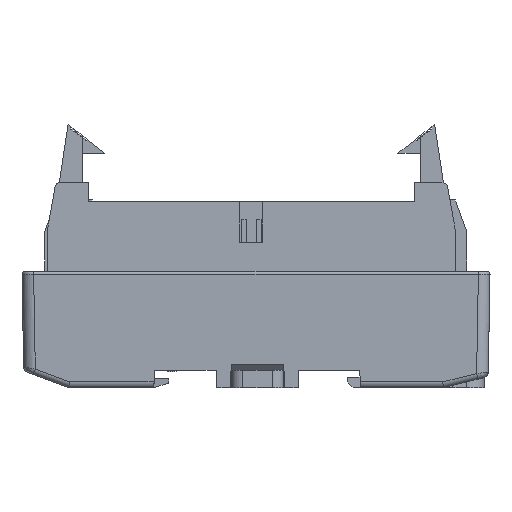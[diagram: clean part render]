
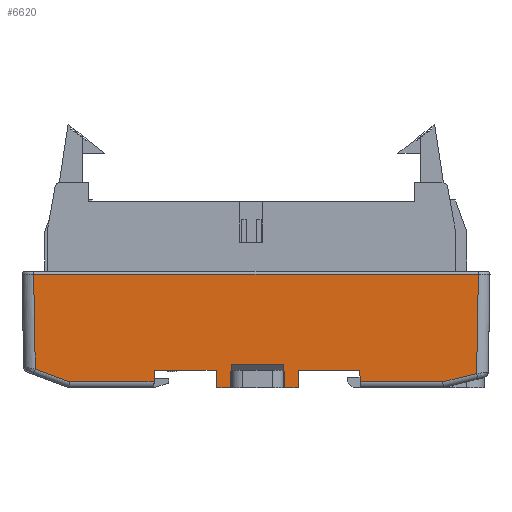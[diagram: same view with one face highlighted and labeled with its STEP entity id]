
A CAD part, left-side view. The second image highlights one B-rep face of the part: STEP entity #6620.
In plain terms, the highlighted planar face has unit normal (-1, 0, -0.018).
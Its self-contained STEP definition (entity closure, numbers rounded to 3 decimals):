
#3596=FACE_OUTER_BOUND('',#14221,.T.);
#6620=ADVANCED_FACE('',(#3596),#9723,.T.);
#9723=PLANE('',#56741);
#14221=EDGE_LOOP('',(#18639,#18640,#18641,#18642,#18643,#18644,#18645,#18646,
#18647,#18648,#18649,#18650,#18651,#18652,#18653,#18654,#18655,#18656));
#18639=ORIENTED_EDGE('',*,*,#38125,.T.);
#18640=ORIENTED_EDGE('',*,*,#38134,.F.);
#18641=ORIENTED_EDGE('',*,*,#38128,.T.);
#18642=ORIENTED_EDGE('',*,*,#37867,.F.);
#18643=ORIENTED_EDGE('',*,*,#38169,.F.);
#18644=ORIENTED_EDGE('',*,*,#38202,.T.);
#18645=ORIENTED_EDGE('',*,*,#38225,.T.);
#18646=ORIENTED_EDGE('',*,*,#38226,.T.);
#18647=ORIENTED_EDGE('',*,*,#37961,.T.);
#18648=ORIENTED_EDGE('',*,*,#38158,.T.);
#18649=ORIENTED_EDGE('',*,*,#38206,.T.);
#18650=ORIENTED_EDGE('',*,*,#38223,.T.);
#18651=ORIENTED_EDGE('',*,*,#38216,.F.);
#18652=ORIENTED_EDGE('',*,*,#37877,.F.);
#18653=ORIENTED_EDGE('',*,*,#38137,.F.);
#18654=ORIENTED_EDGE('',*,*,#38153,.F.);
#18655=ORIENTED_EDGE('',*,*,#38147,.T.);
#18656=ORIENTED_EDGE('',*,*,#38227,.T.);
#33132=VERTEX_POINT('',#77256);
#33133=VERTEX_POINT('',#77258);
#33142=VERTEX_POINT('',#77276);
#33143=VERTEX_POINT('',#77278);
#33222=VERTEX_POINT('',#77447);
#33223=VERTEX_POINT('',#77449);
#33326=VERTEX_POINT('',#77780);
#33327=VERTEX_POINT('',#77782);
#33329=VERTEX_POINT('',#77788);
#33332=VERTEX_POINT('',#77805);
#33338=VERTEX_POINT('',#77823);
#33339=VERTEX_POINT('',#77825);
#33344=VERTEX_POINT('',#77849);
#33351=VERTEX_POINT('',#77899);
#33380=VERTEX_POINT('',#77963);
#33383=VERTEX_POINT('',#77973);
#33387=VERTEX_POINT('',#77989);
#33389=VERTEX_POINT('',#78005);
#37867=EDGE_CURVE('',#33132,#33133,#45252,.T.);
#37877=EDGE_CURVE('',#33142,#33143,#45260,.T.);
#37961=EDGE_CURVE('',#33223,#33222,#45335,.T.);
#38125=EDGE_CURVE('',#33327,#33326,#45473,.T.);
#38128=EDGE_CURVE('',#33329,#33133,#45476,.T.);
#38134=EDGE_CURVE('',#33329,#33326,#45481,.T.);
#38137=EDGE_CURVE('',#33332,#33142,#45484,.T.);
#38147=EDGE_CURVE('',#33339,#33338,#45493,.T.);
#38153=EDGE_CURVE('',#33339,#33332,#45499,.T.);
#38158=EDGE_CURVE('',#33222,#33344,#45503,.T.);
#38169=EDGE_CURVE('',#33351,#33132,#45506,.T.);
#38202=EDGE_CURVE('',#33351,#33380,#45529,.T.);
#38206=EDGE_CURVE('',#33344,#33383,#45531,.T.);
#38216=EDGE_CURVE('',#33143,#33387,#45538,.T.);
#38223=EDGE_CURVE('',#33383,#33387,#45544,.T.);
#38225=EDGE_CURVE('',#33380,#33389,#45545,.T.);
#38226=EDGE_CURVE('',#33389,#33223,#45546,.T.);
#38227=EDGE_CURVE('',#33338,#33327,#45547,.T.);
#45252=LINE('',#77257,#51048);
#45260=LINE('',#77277,#51056);
#45335=LINE('',#77448,#51131);
#45473=LINE('',#77781,#51269);
#45476=LINE('',#77787,#51272);
#45481=LINE('',#77799,#51277);
#45484=LINE('',#77804,#51280);
#45493=LINE('',#77824,#51289);
#45499=LINE('',#77835,#51295);
#45503=LINE('',#77850,#51299);
#45506=LINE('',#77900,#51302);
#45529=LINE('',#77964,#51325);
#45531=LINE('',#77972,#51327);
#45538=LINE('',#77988,#51334);
#45544=LINE('',#78000,#51340);
#45545=LINE('',#78004,#51341);
#45546=LINE('',#78006,#51342);
#45547=LINE('',#78007,#51343);
#51048=VECTOR('',#61705,1.);
#51056=VECTOR('',#61717,1.);
#51131=VECTOR('',#61824,1.);
#51269=VECTOR('',#62144,1.);
#51272=VECTOR('',#62149,1.);
#51277=VECTOR('',#62162,1.);
#51280=VECTOR('',#62169,1.);
#51289=VECTOR('',#62186,1.);
#51295=VECTOR('',#62194,1.);
#51299=VECTOR('',#62204,1.);
#51302=VECTOR('',#62227,1.);
#51325=VECTOR('',#62274,1.);
#51327=VECTOR('',#62284,1.);
#51334=VECTOR('',#62301,1.);
#51340=VECTOR('',#62315,1.);
#51341=VECTOR('',#62322,1.);
#51342=VECTOR('',#62323,1.);
#51343=VECTOR('',#62324,1.);
#56741=AXIS2_PLACEMENT_3D('',#78008,#62325,#62326);
#61705=DIRECTION('',(0.,1.,0.));
#61717=DIRECTION('',(0.,1.,0.));
#61824=DIRECTION('',(0.,1.,0.));
#62144=DIRECTION('',(0.017,-0.035,-0.999));
#62149=DIRECTION('',(-0.017,-0.035,0.999));
#62162=DIRECTION('',(0.,1.,0.));
#62169=DIRECTION('',(-0.017,0.035,0.999));
#62186=DIRECTION('',(-0.017,-0.035,0.999));
#62194=DIRECTION('',(0.,1.,0.));
#62204=DIRECTION('',(0.017,-0.017,-1.));
#62227=DIRECTION('',(-0.017,0.017,1.));
#62274=DIRECTION('',(0.,-1.,0.));
#62284=DIRECTION('',(0.006,-0.936,-0.351));
#62301=DIRECTION('',(0.017,0.017,-1.));
#62315=DIRECTION('',(0.,-1.,0.));
#62322=DIRECTION('',(-0.004,-0.97,0.243));
#62323=DIRECTION('',(-0.017,-0.017,1.));
#62324=DIRECTION('',(0.,-1.,0.));
#62325=DIRECTION('',(-1.,0.,-0.017));
#62326=DIRECTION('',(0.017,0.,-1.));
#77256=CARTESIAN_POINT('',(-69.065,22.331,-16.488));
#77257=CARTESIAN_POINT('',(-69.065,40.18,-16.488));
#77258=CARTESIAN_POINT('',(-69.065,32.817,-16.488));
#77276=CARTESIAN_POINT('',(-69.065,47.027,-16.488));
#77277=CARTESIAN_POINT('',(-69.065,40.18,-16.488));
#77278=CARTESIAN_POINT('',(-69.065,57.663,-16.488));
#77447=CARTESIAN_POINT('',(-69.353,78.381,0.));
#77448=CARTESIAN_POINT('',(-69.353,40.18,0.));
#77449=CARTESIAN_POINT('',(-69.353,1.98,0.));
#77780=CARTESIAN_POINT('',(-69.013,35.267,-19.488));
#77781=CARTESIAN_POINT('',(-69.365,35.971,0.662));
#77782=CARTESIAN_POINT('',(-69.083,35.407,-15.493));
#77787=CARTESIAN_POINT('',(-69.01,32.928,-19.663));
#77788=CARTESIAN_POINT('',(-69.013,32.922,-19.488));
#77799=CARTESIAN_POINT('',(-69.013,39.922,-19.488));
#77804=CARTESIAN_POINT('',(-69.358,47.612,0.256));
#77805=CARTESIAN_POINT('',(-69.013,46.922,-19.488));
#77823=CARTESIAN_POINT('',(-69.083,44.437,-15.493));
#77824=CARTESIAN_POINT('',(-69.365,43.874,0.644));
#77825=CARTESIAN_POINT('',(-69.013,44.577,-19.488));
#77835=CARTESIAN_POINT('',(-69.013,39.922,-19.488));
#77849=CARTESIAN_POINT('',(-69.069,78.096,-16.297));
#77850=CARTESIAN_POINT('',(-69.351,78.378,-0.152));
#77899=CARTESIAN_POINT('',(-69.03,22.296,-18.505));
#77900=CARTESIAN_POINT('',(-69.055,22.32,-17.116));
#77963=CARTESIAN_POINT('',(-69.03,8.094,-18.505));
#77964=CARTESIAN_POINT('',(-69.03,40.18,-18.505));
#77972=CARTESIAN_POINT('',(-68.887,50.385,-26.689));
#77973=CARTESIAN_POINT('',(-69.03,72.208,-18.505));
#77988=CARTESIAN_POINT('',(-69.367,57.361,0.815));
#77989=CARTESIAN_POINT('',(-69.03,57.698,-18.505));
#78000=CARTESIAN_POINT('',(-69.03,40.18,-18.505));
#78004=CARTESIAN_POINT('',(-68.918,33.816,-24.935));
#78005=CARTESIAN_POINT('',(-69.056,2.277,-17.051));
#78006=CARTESIAN_POINT('',(-69.363,1.97,0.547));
#78007=CARTESIAN_POINT('',(-69.083,40.18,-15.493));
#78008=CARTESIAN_POINT('',(-69.362,40.18,0.515));
